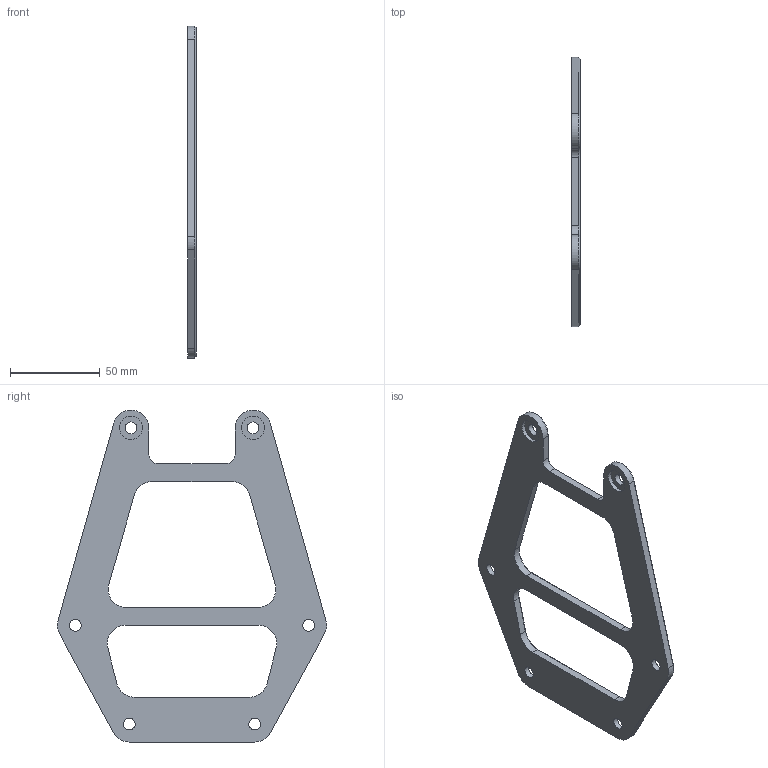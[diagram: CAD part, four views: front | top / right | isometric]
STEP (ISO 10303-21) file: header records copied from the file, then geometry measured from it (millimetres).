
FILE_DESCRIPTION(/* description */ (''),/* implementation_level */ '2;1');
FILE_NAME(/* name */ 'SupportBatterie_Fixation_v4.step',/* time_stamp */ '2020-12-04T10:25:56+01:00',/* author */ (''),/* organization */ (''),/* preprocessor_version */ 'ST-DEVELOPER v18.1',/* originating_system */ 'Autodesk Translation Framework v9.3.0.1241',/* authorisation */ '');
FILE_SCHEMA (('AUTOMOTIVE_DESIGN { 1 0 10303 214 3 1 1 }'));
Length unit declared in the file: millimetre
Products named in the file (2): SupportBatterie_Fixation; Fixation
Assembly tree (1 placements, depth 2):
  SupportBatterie_Fixation
    Fixation
Bounding box: 5 x 149.99 x 184.99 mm (x, y, z)
Volume: 52978.7 mm3; surface area: 27743 mm2
Topology: 1 solids, 1 shells, 84 faces, 196 edges, 120 vertices
Faces by surface type: plane 40, cylinder 28, cone 16
Full cylindrical faces by diameter (mm): 6.6 x6, 13 x6
Entity records: 2468 total; most frequent: DIRECTION 442, CARTESIAN_POINT 403, ORIENTED_EDGE 392, EDGE_CURVE 196, AXIS2_PLACEMENT_3D 159, LINE 124, VECTOR 124, VERTEX_POINT 120
